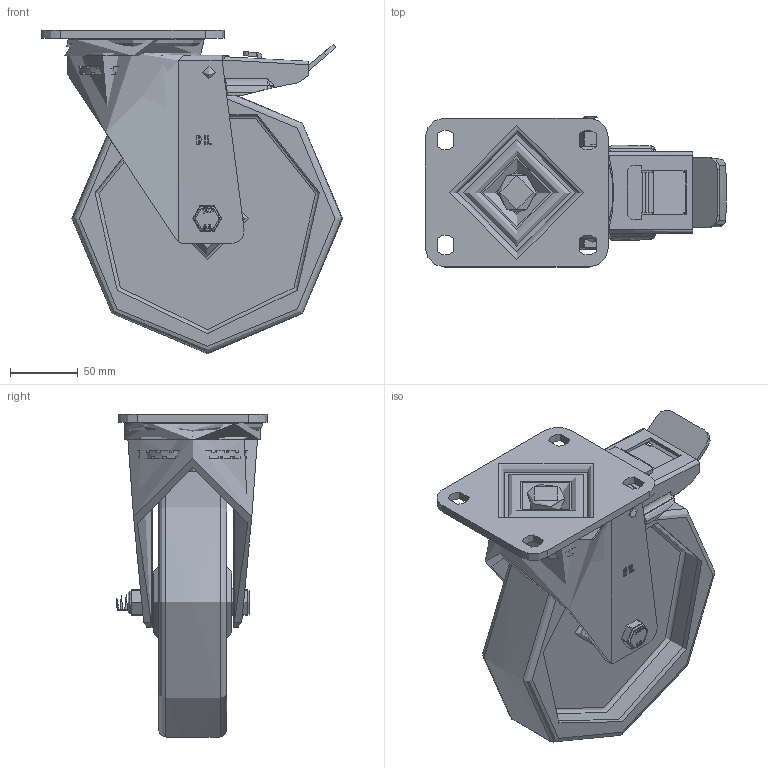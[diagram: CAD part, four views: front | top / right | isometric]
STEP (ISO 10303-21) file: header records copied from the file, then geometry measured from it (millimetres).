
FILE_DESCRIPTION(/* description */ ('','CAx-IF Rec.Pracs.---Representation and Presentation of Product Manufacturing Information (PMI)---4.0---2014-10-13'),/* implementation_level */ '2;1');
FILE_NAME(/* name */ 'BZP200PNSWB.step',/* time_stamp */ '2024-12-04T12:24:38Z',/* author */ (''),/* organization */ (''),/* preprocessor_version */ 'ST-DEVELOPER v20',/* originating_system */ 'Autodesk Translation Framework v13.20.0.188',/* authorisation */ '');
FILE_SCHEMA (('AP242_MANAGED_MODEL_BASED_3D_ENGINEERING_MIM_LF { 1 0 10303 442 1 1 4 }'));
Length unit declared in the file: millimetre
Products named in the file (31): BZP200PNSWB; BZP200ASSWB v1; ZINC PLATED, PRESSED STEEL TOP PLATE; ZINC PLATED, PRESSED STEEL TOP PLATE Geometry; NUT; ZINC PLATED, PRESSED STEEL FORKS; ZINC PLATED, PRESSED STEEL FORKS Geometry; BRAKE; BOLT; BEARING SEAL; ZINC PLATED, PRESSED STEEL BRAKE PEDAL; BRAKE PAD; BRAKE PAD Geometry; BRAKE BOLT; BZH200WPNRB v3; NYLON RIM; POLYURETHANE TYRE; RBM20X30X50 v1; NYLON ROLLER BEARING; NYLON CAGE; RIBS; Component5; CAP; TUBEM20X60 v1; ZINC PLATED STEEL TUBE; HEXBOLTM12X90Z8.8 v2; GRADE 8.8 ZINC PLATED BOLT; NYLOCM12Z14MM v1; NYLOC NUT; NUT (1); RUBBER
Assembly tree (39 placements, depth 6):
  BZP200PNSWB
    BZP200ASSWB v1
      ZINC PLATED, PRESSED STEEL TOP PLATE
        ZINC PLATED, PRESSED STEEL TOP PLATE Geometry
        NUT
      ZINC PLATED, PRESSED STEEL FORKS
        ZINC PLATED, PRESSED STEEL FORKS Geometry
        BRAKE
        BOLT
      BEARING SEAL
      ZINC PLATED, PRESSED STEEL BRAKE PEDAL
      BRAKE PAD
        BRAKE PAD Geometry
        BRAKE BOLT
    BZH200WPNRB v3
      NYLON RIM
      POLYURETHANE TYRE
      RBM20X30X50 v1
        NYLON ROLLER BEARING
          NYLON CAGE
          RIBS
            Component5  x10
      CAP
    TUBEM20X60 v1
      ZINC PLATED STEEL TUBE
    HEXBOLTM12X90Z8.8 v2
      GRADE 8.8 ZINC PLATED BOLT
    NYLOCM12Z14MM v1
      NYLOC NUT
        NUT (1)
        RUBBER
Bounding box: 222.5 x 111 x 238.93 mm (x, y, z)
Volume: 1127443.3 mm3; surface area: 375607 mm2
Topology: 27 solids, 27 shells, 903 faces, 2361 edges, 1519 vertices
Faces by surface type: plane 520, cylinder 270, bspline 58, torus 26, sphere 20, cone 9
Full cylindrical faces by diameter (mm): 5 x5, 9.836 x16, 10 x2, 11.834 x16, 12 x3, 12.2 x2, 12.5 x1, 14 x2, 17.75 x1, 18.5 x1, 19 x2, 19.9 x1, 20 x1, 20.5 x2, 29 x2, 29.5 x1, 30 x2, 32 x2, 36 x1, 50 x1, 55 x2, 83 x1, 88 x1, 96 x1, 103.5 x1, 170 x4, 178 x2
Entity records: 37604 total; most frequent: CARTESIAN_POINT 15090, ORIENTED_EDGE 4594, DIRECTION 4528, EDGE_CURVE 2297, AXIS2_PLACEMENT_3D 1606, VERTEX_POINT 1483, LINE 1316, VECTOR 1316
